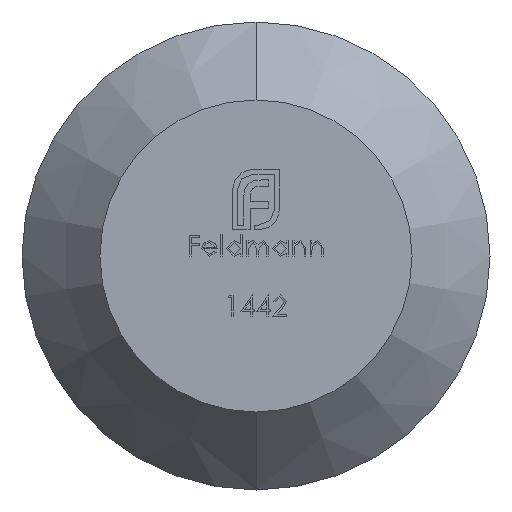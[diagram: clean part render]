
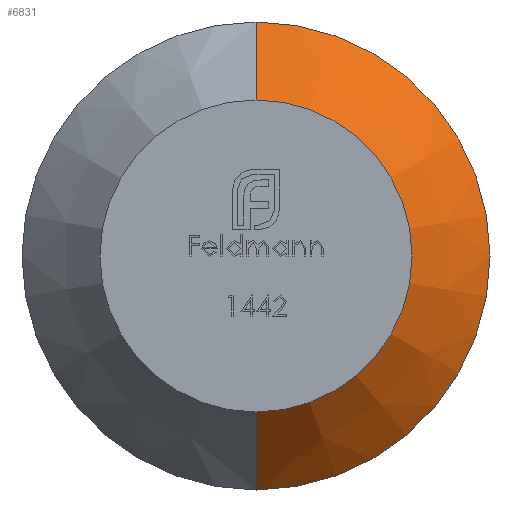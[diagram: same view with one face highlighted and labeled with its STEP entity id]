
A CAD part, front view. The second image highlights one B-rep face of the part: STEP entity #6831.
In plain terms, the highlighted conical face has half-angle 40.815 degrees and reference radius 4.25 mm.
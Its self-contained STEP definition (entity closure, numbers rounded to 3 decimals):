
#28 = CIRCLE ( 'NONE', #1956, 9. ) ;
#63 = CARTESIAN_POINT ( 'NONE',  ( 0., 1005., 4.25 ) ) ;
#124 = DIRECTION ( 'NONE',  ( 0., 0., 1. ) ) ;
#390 = VECTOR ( 'NONE', #6112, 1000. ) ;
#539 = DIRECTION ( 'NONE',  ( 0., -1., 0. ) ) ;
#1271 = CARTESIAN_POINT ( 'NONE',  ( 0., 1010.5, 0. ) ) ;
#1583 = CARTESIAN_POINT ( 'NONE',  ( 0., 1005., 0. ) ) ;
#1956 = AXIS2_PLACEMENT_3D ( 'NONE', #1271, #539, #9473 ) ;
#2817 = VERTEX_POINT ( 'NONE', #3398 ) ;
#2882 = DIRECTION ( 'NONE',  ( 0., 0., -1. ) ) ;
#2975 = VECTOR ( 'NONE', #3380, 1000. ) ;
#3380 = DIRECTION ( 'NONE',  ( 0., 0.757, -0.654 ) ) ;
#3398 = CARTESIAN_POINT ( 'NONE',  ( 0., 1005., 4.25 ) ) ;
#3462 = EDGE_CURVE ( 'NONE', #2817, #8745, #5886, .T. ) ;
#3890 = EDGE_CURVE ( 'NONE', #4367, #8745, #28, .T. ) ;
#3905 = VERTEX_POINT ( 'NONE', #5050 ) ;
#4285 = CARTESIAN_POINT ( 'NONE',  ( 0., 1010.5, -9. ) ) ;
#4367 = VERTEX_POINT ( 'NONE', #4285 ) ;
#4832 = ORIENTED_EDGE ( 'NONE', *, *, #5719, .T. ) ;
#5050 = CARTESIAN_POINT ( 'NONE',  ( 0., 1005., -4.25 ) ) ;
#5355 = DIRECTION ( 'NONE',  ( 0., 1., 0. ) ) ;
#5458 = EDGE_CURVE ( 'NONE', #3905, #2817, #7412, .T. ) ;
#5682 = AXIS2_PLACEMENT_3D ( 'NONE', #8273, #6710, #2882 ) ;
#5719 = EDGE_CURVE ( 'NONE', #3905, #4367, #6218, .T. ) ;
#5886 = LINE ( 'NONE', #63, #390 ) ;
#6112 = DIRECTION ( 'NONE',  ( 0., 0.757, 0.654 ) ) ;
#6218 = LINE ( 'NONE', #7981, #2975 ) ;
#6710 = DIRECTION ( 'NONE',  ( 0., -1., 0. ) ) ;
#6831 = ADVANCED_FACE ( 'NONE', ( #9802 ), #6845, .T. ) ;
#6845 = CONICAL_SURFACE ( 'NONE', #7241, 4.25, 0.712 ) ;
#7100 = EDGE_LOOP ( 'NONE', ( #9404, #4832, #8429, #7227 ) ) ;
#7227 = ORIENTED_EDGE ( 'NONE', *, *, #3462, .F. ) ;
#7241 = AXIS2_PLACEMENT_3D ( 'NONE', #1583, #5355, #124 ) ;
#7335 = CARTESIAN_POINT ( 'NONE',  ( 0., 1010.5, 9. ) ) ;
#7412 = CIRCLE ( 'NONE', #5682, 4.25 ) ;
#7981 = CARTESIAN_POINT ( 'NONE',  ( 0., 1005., -4.25 ) ) ;
#8273 = CARTESIAN_POINT ( 'NONE',  ( 0., 1005., 0. ) ) ;
#8429 = ORIENTED_EDGE ( 'NONE', *, *, #3890, .T. ) ;
#8745 = VERTEX_POINT ( 'NONE', #7335 ) ;
#9404 = ORIENTED_EDGE ( 'NONE', *, *, #5458, .F. ) ;
#9473 = DIRECTION ( 'NONE',  ( 0., 0., -1. ) ) ;
#9802 = FACE_OUTER_BOUND ( 'NONE', #7100, .T. ) ;
